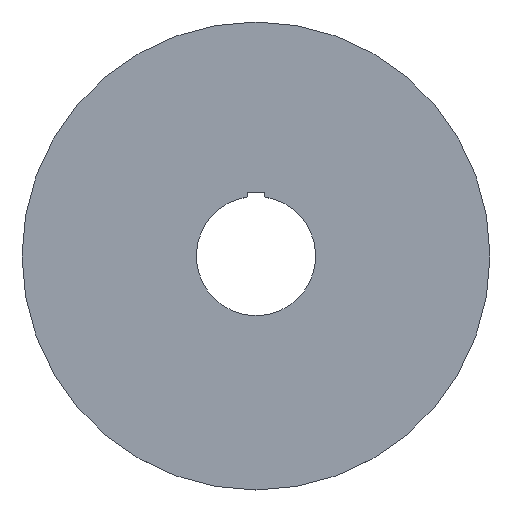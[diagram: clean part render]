
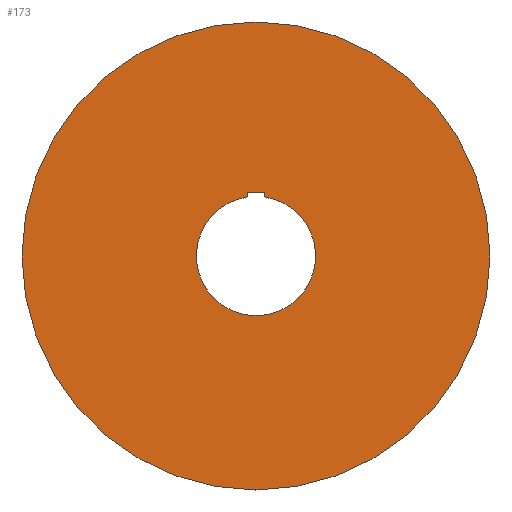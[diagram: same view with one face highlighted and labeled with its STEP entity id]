
A CAD part, top view. The second image highlights one B-rep face of the part: STEP entity #173.
In plain terms, the highlighted planar face has unit normal (0, 0, 1).
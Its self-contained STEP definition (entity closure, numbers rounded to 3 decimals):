
#37=CARTESIAN_POINT('',(0.,0.,0.381));
#38=DIRECTION('',(0.,0.,1.));
#39=DIRECTION('',(1.,0.,0.));
#40=AXIS2_PLACEMENT_3D('',#37,#38,#39);
#42=CARTESIAN_POINT('',(0.,0.,0.381));
#43=DIRECTION('',(0.,0.,1.));
#44=DIRECTION('',(-1.,0.,0.));
#45=AXIS2_PLACEMENT_3D('',#42,#43,#44);
#47=DIRECTION('',(1.,0.,0.));
#48=VECTOR('',#47,3.28);
#49=CARTESIAN_POINT('',(-1.64,12.19,0.381));
#50=LINE('',#49,#48);
#51=DIRECTION('',(0.,1.,0.));
#52=VECTOR('',#51,0.838);
#53=CARTESIAN_POINT('',(-1.64,11.352,0.381));
#54=LINE('',#53,#52);
#55=CARTESIAN_POINT('',(0.,0.,0.381));
#56=DIRECTION('',(0.,0.,-1.));
#57=DIRECTION('',(0.143,0.99,0.));
#58=AXIS2_PLACEMENT_3D('',#55,#56,#57);
#60=DIRECTION('',(0.,-1.,0.));
#61=VECTOR('',#60,0.838);
#62=CARTESIAN_POINT('',(1.64,12.19,0.381));
#63=LINE('',#62,#61);
#84=CARTESIAN_POINT('',(45.,0.,0.381));
#85=CARTESIAN_POINT('',(-45.,0.,0.381));
#86=VERTEX_POINT('',#84);
#87=VERTEX_POINT('',#85);
#96=CARTESIAN_POINT('',(-1.64,12.19,0.381));
#97=CARTESIAN_POINT('',(1.64,12.19,0.381));
#98=VERTEX_POINT('',#96);
#99=VERTEX_POINT('',#97);
#100=CARTESIAN_POINT('',(1.64,11.352,0.381));
#101=VERTEX_POINT('',#100);
#102=CARTESIAN_POINT('',(-1.64,11.352,0.381));
#103=VERTEX_POINT('',#102);
#154=CARTESIAN_POINT('',(0.,0.,0.381));
#155=DIRECTION('',(0.,0.,1.));
#156=DIRECTION('',(1.,0.,0.));
#157=AXIS2_PLACEMENT_3D('',#154,#155,#156);
#158=PLANE('',#157);
#159=ORIENTED_EDGE('',*,*,#134,.F.);
#160=ORIENTED_EDGE('',*,*,#148,.F.);
#161=EDGE_LOOP('',(#159,#160));
#162=FACE_OUTER_BOUND('',#161,.F.);
#164=ORIENTED_EDGE('',*,*,#163,.F.);
#166=ORIENTED_EDGE('',*,*,#165,.F.);
#168=ORIENTED_EDGE('',*,*,#167,.F.);
#170=ORIENTED_EDGE('',*,*,#169,.F.);
#171=EDGE_LOOP('',(#164,#166,#168,#170));
#172=FACE_BOUND('',#171,.F.);
#173=ADVANCED_FACE('',(#162,#172),#158,.T.);
#41=CIRCLE('',#40,45.);
#46=CIRCLE('',#45,45.);
#59=CIRCLE('',#58,11.47);
#134=EDGE_CURVE('',#86,#87,#41,.T.);
#148=EDGE_CURVE('',#87,#86,#46,.T.);
#163=EDGE_CURVE('',#98,#99,#50,.T.);
#165=EDGE_CURVE('',#103,#98,#54,.T.);
#167=EDGE_CURVE('',#101,#103,#59,.T.);
#169=EDGE_CURVE('',#99,#101,#63,.T.);
